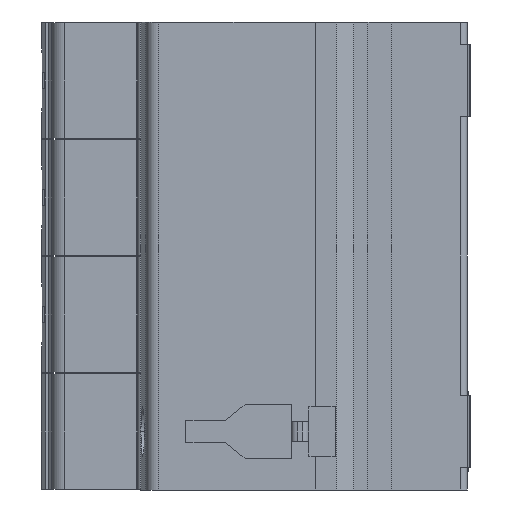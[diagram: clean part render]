
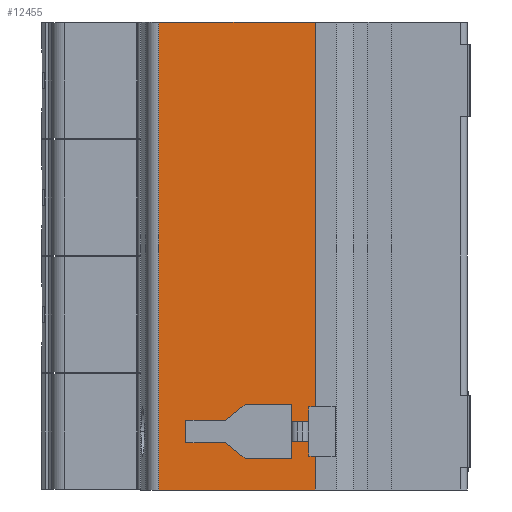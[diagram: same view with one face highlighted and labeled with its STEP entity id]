
A CAD part, front view. The second image highlights one B-rep face of the part: STEP entity #12455.
In plain terms, the highlighted planar face has unit normal (0, -1, 0).
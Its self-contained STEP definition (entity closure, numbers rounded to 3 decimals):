
#93=DIRECTION('',(1.,0.,0.));
#94=VECTOR('',#93,23.85);
#95=CARTESIAN_POINT('',(-40.15,-42.5,-8.9));
#96=LINE('',#95,#94);
#511=DIRECTION('',(1.,0.,0.));
#512=VECTOR('',#511,23.85);
#513=CARTESIAN_POINT('',(-40.15,-42.5,62.3));
#514=LINE('',#513,#512);
#1701=DIRECTION('',(0.,0.,1.));
#1702=VECTOR('',#1701,5.15);
#1703=CARTESIAN_POINT('',(-16.3,-42.5,-8.9));
#1704=LINE('',#1703,#1702);
#1705=DIRECTION('',(0.,0.,1.));
#1706=VECTOR('',#1705,58.55);
#1707=CARTESIAN_POINT('',(-16.3,-42.5,3.75));
#1708=LINE('',#1707,#1706);
#1717=DIRECTION('',(-1.,0.,0.));
#1718=VECTOR('',#1717,1.);
#1719=CARTESIAN_POINT('',(-16.3,-42.5,3.75));
#1720=LINE('',#1719,#1718);
#1721=DIRECTION('',(0.,0.,-1.));
#1722=VECTOR('',#1721,2.25);
#1723=CARTESIAN_POINT('',(-17.3,-42.5,3.75));
#1724=LINE('',#1723,#1722);
#1725=DIRECTION('',(-1.,0.,0.));
#1726=VECTOR('',#1725,2.7);
#1727=CARTESIAN_POINT('',(-17.3,-42.5,1.5));
#1728=LINE('',#1727,#1726);
#1729=DIRECTION('',(0.,0.,1.));
#1730=VECTOR('',#1729,2.6);
#1731=CARTESIAN_POINT('',(-20.,-42.5,1.5));
#1732=LINE('',#1731,#1730);
#1733=DIRECTION('',(-1.,0.,0.));
#1734=VECTOR('',#1733,7.);
#1735=CARTESIAN_POINT('',(-20.,-42.5,4.1));
#1736=LINE('',#1735,#1734);
#1737=DIRECTION('',(-0.781,0.,-0.625));
#1738=VECTOR('',#1737,3.842);
#1739=CARTESIAN_POINT('',(-27.,-42.5,4.1));
#1740=LINE('',#1739,#1738);
#1741=DIRECTION('',(-1.,0.,0.));
#1742=VECTOR('',#1741,6.);
#1743=CARTESIAN_POINT('',(-30.,-42.5,1.7));
#1744=LINE('',#1743,#1742);
#1745=DIRECTION('',(1.,0.,0.));
#1746=VECTOR('',#1745,6.);
#1747=CARTESIAN_POINT('',(-36.,-42.5,-1.7));
#1748=LINE('',#1747,#1746);
#1749=DIRECTION('',(0.781,0.,-0.625));
#1750=VECTOR('',#1749,3.842);
#1751=CARTESIAN_POINT('',(-30.,-42.5,-1.7));
#1752=LINE('',#1751,#1750);
#1753=DIRECTION('',(1.,0.,0.));
#1754=VECTOR('',#1753,7.);
#1755=CARTESIAN_POINT('',(-27.,-42.5,-4.1));
#1756=LINE('',#1755,#1754);
#1757=DIRECTION('',(0.,0.,1.));
#1758=VECTOR('',#1757,2.6);
#1759=CARTESIAN_POINT('',(-20.,-42.5,-4.1));
#1760=LINE('',#1759,#1758);
#1761=DIRECTION('',(1.,0.,0.));
#1762=VECTOR('',#1761,2.7);
#1763=CARTESIAN_POINT('',(-20.,-42.5,-1.5));
#1764=LINE('',#1763,#1762);
#1765=DIRECTION('',(0.,0.,-1.));
#1766=VECTOR('',#1765,2.25);
#1767=CARTESIAN_POINT('',(-17.3,-42.5,-1.5));
#1768=LINE('',#1767,#1766);
#1769=DIRECTION('',(-1.,0.,0.));
#1770=VECTOR('',#1769,1.);
#1771=CARTESIAN_POINT('',(-16.3,-42.5,-3.75));
#1772=LINE('',#1771,#1770);
#1777=DIRECTION('',(0.,0.,-1.));
#1778=VECTOR('',#1777,71.2);
#1779=CARTESIAN_POINT('',(-40.15,-42.5,62.3));
#1780=LINE('',#1779,#1778);
#2130=DIRECTION('',(0.,0.,1.));
#2131=VECTOR('',#2130,3.4);
#2132=CARTESIAN_POINT('',(-36.,-42.5,-1.7));
#2133=LINE('',#2132,#2131);
#8115=CARTESIAN_POINT('',(-40.15,-42.5,-8.9));
#8116=CARTESIAN_POINT('',(-16.3,-42.5,-8.9));
#8117=VERTEX_POINT('',#8115);
#8118=VERTEX_POINT('',#8116);
#8359=CARTESIAN_POINT('',(-16.3,-42.5,-3.75));
#8360=CARTESIAN_POINT('',(-17.3,-42.5,-3.75));
#8361=VERTEX_POINT('',#8359);
#8362=VERTEX_POINT('',#8360);
#8363=CARTESIAN_POINT('',(-16.3,-42.5,3.75));
#8364=CARTESIAN_POINT('',(-17.3,-42.5,3.75));
#8365=VERTEX_POINT('',#8363);
#8366=VERTEX_POINT('',#8364);
#8367=CARTESIAN_POINT('',(-17.3,-42.5,1.5));
#8368=VERTEX_POINT('',#8367);
#8369=CARTESIAN_POINT('',(-20.,-42.5,1.5));
#8370=VERTEX_POINT('',#8369);
#8371=CARTESIAN_POINT('',(-20.,-42.5,4.1));
#8372=VERTEX_POINT('',#8371);
#8373=CARTESIAN_POINT('',(-20.,-42.5,-4.1));
#8374=CARTESIAN_POINT('',(-20.,-42.5,-1.5));
#8375=VERTEX_POINT('',#8373);
#8376=VERTEX_POINT('',#8374);
#8377=CARTESIAN_POINT('',(-17.3,-42.5,-1.5));
#8378=VERTEX_POINT('',#8377);
#8395=CARTESIAN_POINT('',(-27.,-42.5,4.1));
#8396=VERTEX_POINT('',#8395);
#8397=CARTESIAN_POINT('',(-27.,-42.5,-4.1));
#8398=VERTEX_POINT('',#8397);
#8407=CARTESIAN_POINT('',(-30.,-42.5,1.7));
#8408=VERTEX_POINT('',#8407);
#8409=CARTESIAN_POINT('',(-36.,-42.5,1.7));
#8410=VERTEX_POINT('',#8409);
#8411=CARTESIAN_POINT('',(-36.,-42.5,-1.7));
#8412=CARTESIAN_POINT('',(-30.,-42.5,-1.7));
#8413=VERTEX_POINT('',#8411);
#8414=VERTEX_POINT('',#8412);
#9271=CARTESIAN_POINT('',(-40.15,-42.5,62.3));
#9272=CARTESIAN_POINT('',(-16.3,-42.5,62.3));
#9273=VERTEX_POINT('',#9271);
#9274=VERTEX_POINT('',#9272);
#12413=CARTESIAN_POINT('',(-40.15,-42.5,-8.9));
#12414=DIRECTION('',(0.,-1.,0.));
#12415=DIRECTION('',(1.,0.,0.));
#12416=AXIS2_PLACEMENT_3D('',#12413,#12414,#12415);
#12417=PLANE('',#12416);
#12419=ORIENTED_EDGE('',*,*,#12418,.F.);
#12420=ORIENTED_EDGE('',*,*,#10847,.T.);
#12421=ORIENTED_EDGE('',*,*,#12386,.F.);
#12423=ORIENTED_EDGE('',*,*,#12422,.T.);
#12425=ORIENTED_EDGE('',*,*,#12424,.T.);
#12427=ORIENTED_EDGE('',*,*,#12426,.T.);
#12429=ORIENTED_EDGE('',*,*,#12428,.T.);
#12431=ORIENTED_EDGE('',*,*,#12430,.T.);
#12433=ORIENTED_EDGE('',*,*,#12432,.T.);
#12435=ORIENTED_EDGE('',*,*,#12434,.T.);
#12437=ORIENTED_EDGE('',*,*,#12436,.F.);
#12439=ORIENTED_EDGE('',*,*,#12438,.T.);
#12441=ORIENTED_EDGE('',*,*,#12440,.T.);
#12443=ORIENTED_EDGE('',*,*,#12442,.T.);
#12445=ORIENTED_EDGE('',*,*,#12444,.T.);
#12447=ORIENTED_EDGE('',*,*,#12446,.T.);
#12449=ORIENTED_EDGE('',*,*,#12448,.T.);
#12450=ORIENTED_EDGE('',*,*,#12400,.F.);
#12451=ORIENTED_EDGE('',*,*,#12376,.F.);
#12452=ORIENTED_EDGE('',*,*,#10597,.F.);
#12453=EDGE_LOOP('',(#12419,#12420,#12421,#12423,#12425,#12427,#12429,#12431,
#12433,#12435,#12437,#12439,#12441,#12443,#12445,#12447,#12449,#12450,#12451,
#12452));
#12454=FACE_OUTER_BOUND('',#12453,.F.);
#12455=ADVANCED_FACE('',(#12454),#12417,.T.);
#10597=EDGE_CURVE('',#8117,#8118,#96,.T.);
#10847=EDGE_CURVE('',#9273,#9274,#514,.T.);
#12376=EDGE_CURVE('',#8118,#8361,#1704,.T.);
#12386=EDGE_CURVE('',#8365,#9274,#1708,.T.);
#12400=EDGE_CURVE('',#8361,#8362,#1772,.T.);
#12418=EDGE_CURVE('',#9273,#8117,#1780,.T.);
#12422=EDGE_CURVE('',#8365,#8366,#1720,.T.);
#12424=EDGE_CURVE('',#8366,#8368,#1724,.T.);
#12426=EDGE_CURVE('',#8368,#8370,#1728,.T.);
#12428=EDGE_CURVE('',#8370,#8372,#1732,.T.);
#12430=EDGE_CURVE('',#8372,#8396,#1736,.T.);
#12432=EDGE_CURVE('',#8396,#8408,#1740,.T.);
#12434=EDGE_CURVE('',#8408,#8410,#1744,.T.);
#12436=EDGE_CURVE('',#8413,#8410,#2133,.T.);
#12438=EDGE_CURVE('',#8413,#8414,#1748,.T.);
#12440=EDGE_CURVE('',#8414,#8398,#1752,.T.);
#12442=EDGE_CURVE('',#8398,#8375,#1756,.T.);
#12444=EDGE_CURVE('',#8375,#8376,#1760,.T.);
#12446=EDGE_CURVE('',#8376,#8378,#1764,.T.);
#12448=EDGE_CURVE('',#8378,#8362,#1768,.T.);
